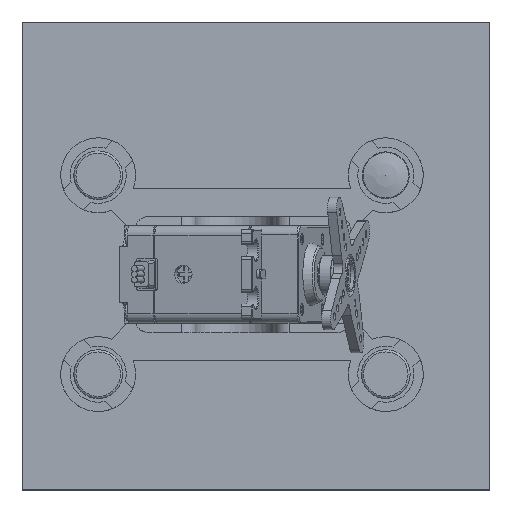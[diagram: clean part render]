
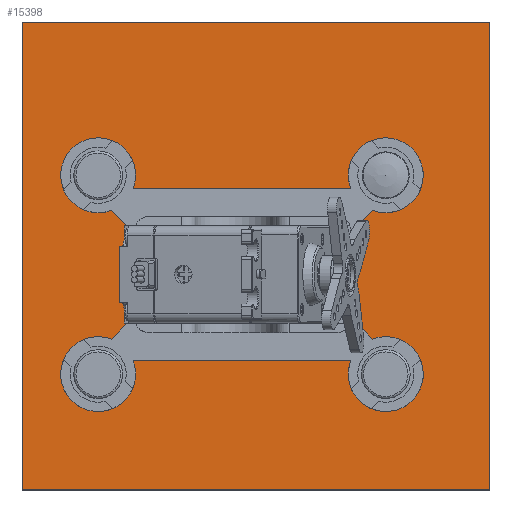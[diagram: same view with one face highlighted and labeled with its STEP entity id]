
A CAD part, top view. The second image highlights one B-rep face of the part: STEP entity #15398.
In plain terms, the highlighted planar face has unit normal (0, 0, 1).
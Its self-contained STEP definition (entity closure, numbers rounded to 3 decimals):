
#15084 = VERTEX_POINT('',#15085);
#15085 = CARTESIAN_POINT('',(89.,-46.,-2.));
#15092 = PLANE('',#15093);
#15093 = AXIS2_PLACEMENT_3D('',#15094,#15095,#15096);
#15094 = CARTESIAN_POINT('',(89.,-46.,-5.));
#15095 = DIRECTION('',(1.,0.,0.));
#15096 = DIRECTION('',(0.,0.,1.));
#15104 = PLANE('',#15105);
#15105 = AXIS2_PLACEMENT_3D('',#15106,#15107,#15108);
#15106 = CARTESIAN_POINT('',(89.,-46.,-5.));
#15107 = DIRECTION('',(0.,1.,0.));
#15108 = DIRECTION('',(0.,0.,1.));
#15145 = VERTEX_POINT('',#15146);
#15146 = CARTESIAN_POINT('',(89.,54.,-2.));
#15160 = PLANE('',#15161);
#15161 = AXIS2_PLACEMENT_3D('',#15162,#15163,#15164);
#15162 = CARTESIAN_POINT('',(89.,54.,-5.));
#15163 = DIRECTION('',(0.,1.,0.));
#15164 = DIRECTION('',(0.,0.,1.));
#15172 = EDGE_CURVE('',#15084,#15145,#15173,.T.);
#15173 = SURFACE_CURVE('',#15174,(#15178,#15185),.PCURVE_S1.);
#15174 = LINE('',#15175,#15176);
#15175 = CARTESIAN_POINT('',(89.,-46.,-2.));
#15176 = VECTOR('',#15177,1.);
#15177 = DIRECTION('',(0.,1.,0.));
#15178 = PCURVE('',#15092,#15179);
#15179 = DEFINITIONAL_REPRESENTATION('',(#15180),#15184);
#15180 = LINE('',#15181,#15182);
#15181 = CARTESIAN_POINT('',(3.,0.));
#15182 = VECTOR('',#15183,1.);
#15183 = DIRECTION('',(0.,-1.));
#15184 = ( GEOMETRIC_REPRESENTATION_CONTEXT(2) 
PARAMETRIC_REPRESENTATION_CONTEXT() REPRESENTATION_CONTEXT('2D SPACE',''
  ) );
#15185 = PCURVE('',#15186,#15191);
#15186 = PLANE('',#15187);
#15187 = AXIS2_PLACEMENT_3D('',#15188,#15189,#15190);
#15188 = CARTESIAN_POINT('',(89.,-46.,-2.));
#15189 = DIRECTION('',(0.,0.,1.));
#15190 = DIRECTION('',(1.,0.,0.));
#15191 = DEFINITIONAL_REPRESENTATION('',(#15192),#15196);
#15192 = LINE('',#15193,#15194);
#15193 = CARTESIAN_POINT('',(0.,0.));
#15194 = VECTOR('',#15195,1.);
#15195 = DIRECTION('',(0.,1.));
#15196 = ( GEOMETRIC_REPRESENTATION_CONTEXT(2) 
PARAMETRIC_REPRESENTATION_CONTEXT() REPRESENTATION_CONTEXT('2D SPACE',''
  ) );
#15204 = VERTEX_POINT('',#15205);
#15205 = CARTESIAN_POINT('',(189.,-46.,-2.));
#15212 = PLANE('',#15213);
#15213 = AXIS2_PLACEMENT_3D('',#15214,#15215,#15216);
#15214 = CARTESIAN_POINT('',(189.,-46.,-5.));
#15215 = DIRECTION('',(1.,0.,0.));
#15216 = DIRECTION('',(0.,0.,1.));
#15255 = VERTEX_POINT('',#15256);
#15256 = CARTESIAN_POINT('',(189.,54.,-2.));
#15277 = EDGE_CURVE('',#15204,#15255,#15278,.T.);
#15278 = SURFACE_CURVE('',#15279,(#15283,#15290),.PCURVE_S1.);
#15279 = LINE('',#15280,#15281);
#15280 = CARTESIAN_POINT('',(189.,-46.,-2.));
#15281 = VECTOR('',#15282,1.);
#15282 = DIRECTION('',(0.,1.,0.));
#15283 = PCURVE('',#15212,#15284);
#15284 = DEFINITIONAL_REPRESENTATION('',(#15285),#15289);
#15285 = LINE('',#15286,#15287);
#15286 = CARTESIAN_POINT('',(3.,0.));
#15287 = VECTOR('',#15288,1.);
#15288 = DIRECTION('',(0.,-1.));
#15289 = ( GEOMETRIC_REPRESENTATION_CONTEXT(2) 
PARAMETRIC_REPRESENTATION_CONTEXT() REPRESENTATION_CONTEXT('2D SPACE',''
  ) );
#15290 = PCURVE('',#15186,#15291);
#15291 = DEFINITIONAL_REPRESENTATION('',(#15292),#15296);
#15292 = LINE('',#15293,#15294);
#15293 = CARTESIAN_POINT('',(100.,0.));
#15294 = VECTOR('',#15295,1.);
#15295 = DIRECTION('',(0.,1.));
#15296 = ( GEOMETRIC_REPRESENTATION_CONTEXT(2) 
PARAMETRIC_REPRESENTATION_CONTEXT() REPRESENTATION_CONTEXT('2D SPACE',''
  ) );
#15323 = EDGE_CURVE('',#15084,#15204,#15324,.T.);
#15324 = SURFACE_CURVE('',#15325,(#15329,#15336),.PCURVE_S1.);
#15325 = LINE('',#15326,#15327);
#15326 = CARTESIAN_POINT('',(89.,-46.,-2.));
#15327 = VECTOR('',#15328,1.);
#15328 = DIRECTION('',(1.,0.,0.));
#15329 = PCURVE('',#15104,#15330);
#15330 = DEFINITIONAL_REPRESENTATION('',(#15331),#15335);
#15331 = LINE('',#15332,#15333);
#15332 = CARTESIAN_POINT('',(3.,0.));
#15333 = VECTOR('',#15334,1.);
#15334 = DIRECTION('',(0.,1.));
#15335 = ( GEOMETRIC_REPRESENTATION_CONTEXT(2) 
PARAMETRIC_REPRESENTATION_CONTEXT() REPRESENTATION_CONTEXT('2D SPACE',''
  ) );
#15336 = PCURVE('',#15186,#15337);
#15337 = DEFINITIONAL_REPRESENTATION('',(#15338),#15342);
#15338 = LINE('',#15339,#15340);
#15339 = CARTESIAN_POINT('',(0.,0.));
#15340 = VECTOR('',#15341,1.);
#15341 = DIRECTION('',(1.,0.));
#15342 = ( GEOMETRIC_REPRESENTATION_CONTEXT(2) 
PARAMETRIC_REPRESENTATION_CONTEXT() REPRESENTATION_CONTEXT('2D SPACE',''
  ) );
#15370 = EDGE_CURVE('',#15145,#15255,#15371,.T.);
#15371 = SURFACE_CURVE('',#15372,(#15376,#15383),.PCURVE_S1.);
#15372 = LINE('',#15373,#15374);
#15373 = CARTESIAN_POINT('',(89.,54.,-2.));
#15374 = VECTOR('',#15375,1.);
#15375 = DIRECTION('',(1.,0.,0.));
#15376 = PCURVE('',#15160,#15377);
#15377 = DEFINITIONAL_REPRESENTATION('',(#15378),#15382);
#15378 = LINE('',#15379,#15380);
#15379 = CARTESIAN_POINT('',(3.,0.));
#15380 = VECTOR('',#15381,1.);
#15381 = DIRECTION('',(0.,1.));
#15382 = ( GEOMETRIC_REPRESENTATION_CONTEXT(2) 
PARAMETRIC_REPRESENTATION_CONTEXT() REPRESENTATION_CONTEXT('2D SPACE',''
  ) );
#15383 = PCURVE('',#15186,#15384);
#15384 = DEFINITIONAL_REPRESENTATION('',(#15385),#15389);
#15385 = LINE('',#15386,#15387);
#15386 = CARTESIAN_POINT('',(0.,100.));
#15387 = VECTOR('',#15388,1.);
#15388 = DIRECTION('',(1.,0.));
#15389 = ( GEOMETRIC_REPRESENTATION_CONTEXT(2) 
PARAMETRIC_REPRESENTATION_CONTEXT() REPRESENTATION_CONTEXT('2D SPACE',''
  ) );
#15398 = ADVANCED_FACE('',(#15399),#15186,.T.);
#15399 = FACE_BOUND('',#15400,.T.);
#15400 = EDGE_LOOP('',(#15401,#15402,#15403,#15404));
#15401 = ORIENTED_EDGE('',*,*,#15172,.F.);
#15402 = ORIENTED_EDGE('',*,*,#15323,.T.);
#15403 = ORIENTED_EDGE('',*,*,#15277,.T.);
#15404 = ORIENTED_EDGE('',*,*,#15370,.F.);
